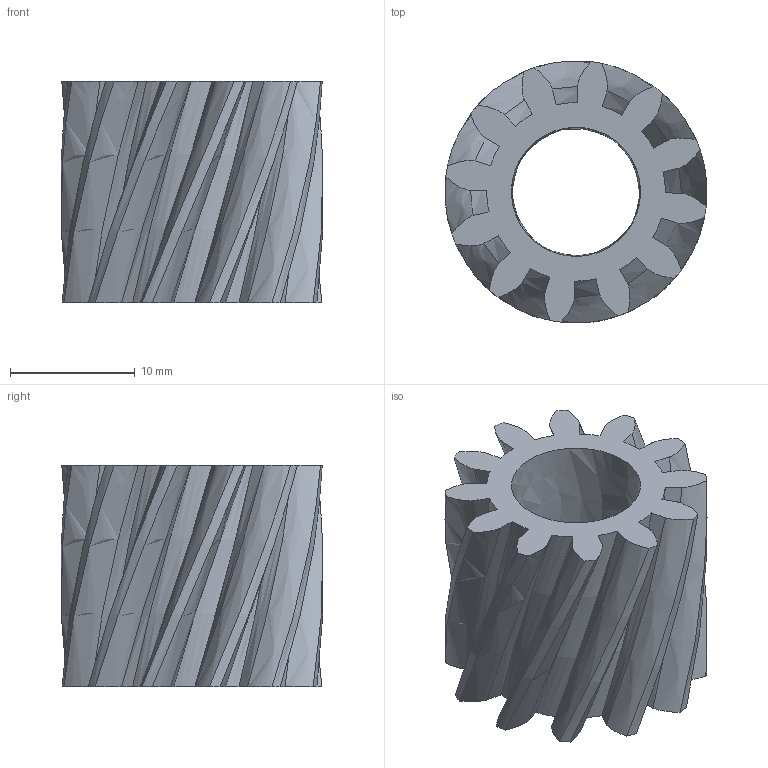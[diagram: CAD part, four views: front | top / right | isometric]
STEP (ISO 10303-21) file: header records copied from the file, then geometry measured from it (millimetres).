
FILE_DESCRIPTION(/* description */ (''),/* implementation_level */ '2;1');
FILE_NAME(/* name */ 'GearCoarseHel.step',/* time_stamp */ '2023-11-23T20:40:27-05:00',/* author */ (''),/* organization */ (''),/* preprocessor_version */ 'ST-DEVELOPER v20',/* originating_system */ 'Autodesk Translation Framework v12.14.0.127',/* authorisation */ '');
FILE_SCHEMA (('AUTOMOTIVE_DESIGN { 1 0 10303 214 3 1 1 }'));
Length unit declared in the file: millimetre
Products named in the file (1): GearCoarseHel
Bounding box: 20.94 x 20.94 x 17.75 mm (x, y, z)
Volume: 2795.5 mm3; surface area: 3053.9 mm2
Topology: 1 solids, 1 shells, 75 faces, 219 edges, 146 vertices
Faces by surface type: bspline 73, plane 2
Entity records: 7326 total; most frequent: CARTESIAN_POINT 5756, ORIENTED_EDGE 438, EDGE_CURVE 219, DIRECTION 154, VERTEX_POINT 146, EDGE_LOOP 77, FACE_OUTER_BOUND 75, ADVANCED_FACE 75
